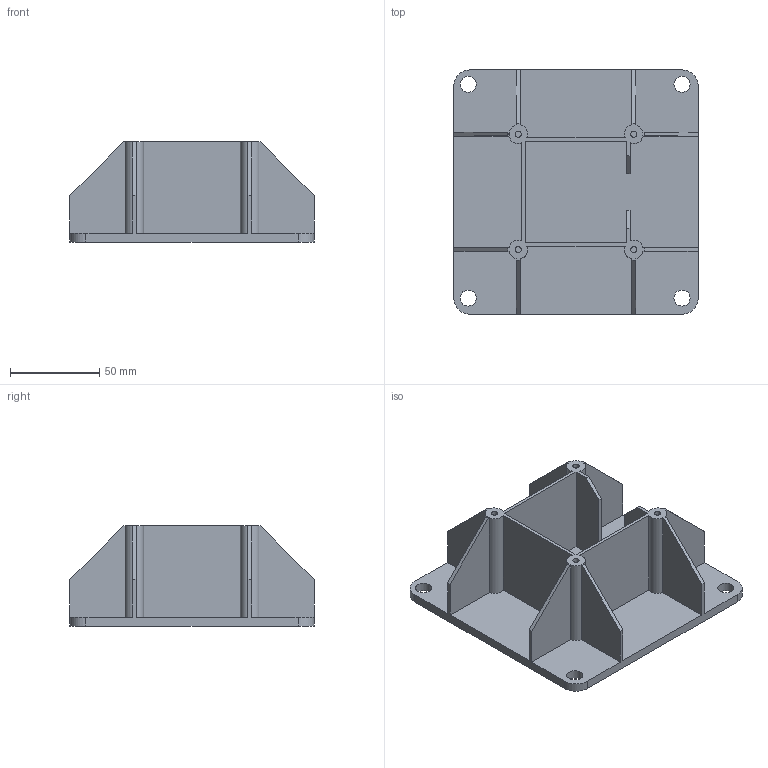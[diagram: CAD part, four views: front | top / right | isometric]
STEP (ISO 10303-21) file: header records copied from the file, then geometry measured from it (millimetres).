
FILE_DESCRIPTION(/* description */ (''),/* implementation_level */ '2;1');
FILE_NAME(/* name */ 'TurntableStand.stp',/* time_stamp */ '2019-07-13T23:01:24-04:00',/* author */ ('mark'),/* organization */ (''),/* preprocessor_version */ 'ST-DEVELOPER v17.2',/* originating_system */ 'Autodesk Inventor 2019',/* authorisation */ '');
FILE_SCHEMA (('AUTOMOTIVE_DESIGN { 1 0 10303 214 3 1 1 }'));
Length unit declared in the file: millimetre
Products named in the file (1): TurntableStand
Bounding box: 136.5 x 136.5 x 56.1 mm (x, y, z)
Volume: 145798 mm3; surface area: 86550.4 mm2
Topology: 1 solids, 1 shells, 84 faces, 289 edges, 257 vertices
Faces by surface type: plane 59, cylinder 25
Full cylindrical faces by diameter (mm): 3.5 x4, 9 x4
Entity records: 2966 total; most frequent: CARTESIAN_POINT 570, DIRECTION 474, ORIENTED_EDGE 456, EDGE_CURVE 228, LINE 178, VECTOR 178, VERTEX_POINT 148, AXIS2_PLACEMENT_3D 148
